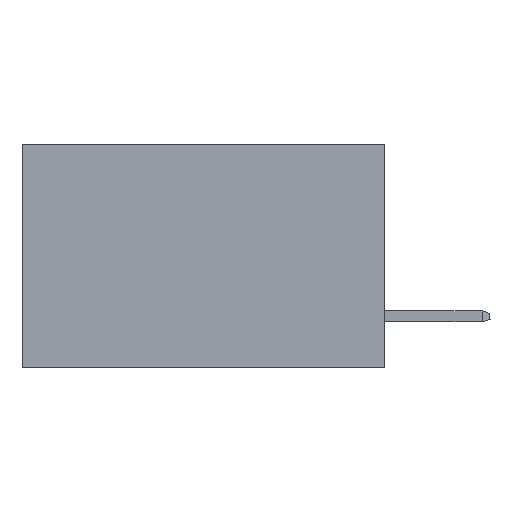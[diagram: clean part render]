
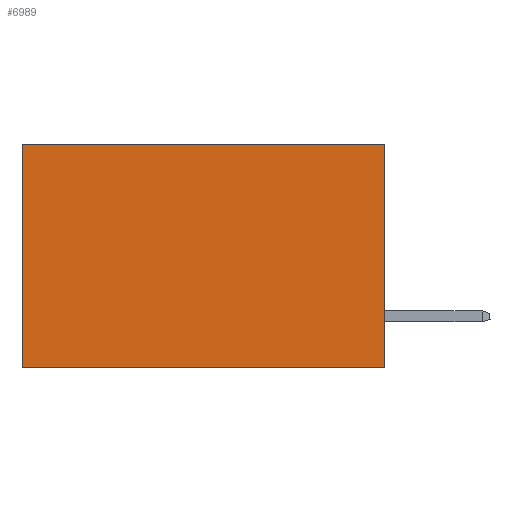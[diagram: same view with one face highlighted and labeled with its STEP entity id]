
A CAD part, left-side view. The second image highlights one B-rep face of the part: STEP entity #6989.
In plain terms, the highlighted planar face has unit normal (-1, 0, 0).
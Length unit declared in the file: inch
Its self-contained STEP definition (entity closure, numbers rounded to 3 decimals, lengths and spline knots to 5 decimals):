
#366 = ORIENTED_EDGE ( 'NONE', *, *, #1547, .T. ) ;
#370 = CARTESIAN_POINT ( 'NONE',  ( 0.2615, 0., 0. ) ) ;
#1547 = EDGE_CURVE ( 'NONE', #8756, #6808, #5824, .T. ) ;
#2557 = VERTEX_POINT ( 'NONE', #21259 ) ;
#2560 = LINE ( 'NONE', #5130, #23080 ) ;
#2620 = VERTEX_POINT ( 'NONE', #15880 ) ;
#3222 = ORIENTED_EDGE ( 'NONE', *, *, #17342, .T. ) ;
#5106 = CARTESIAN_POINT ( 'NONE',  ( 0.2615, 0.6, 0. ) ) ;
#5130 = CARTESIAN_POINT ( 'NONE',  ( 0.2615, 0., -0.37 ) ) ;
#5824 = LINE ( 'NONE', #13489, #11072 ) ;
#6808 = VERTEX_POINT ( 'NONE', #5106 ) ;
#6924 = ORIENTED_EDGE ( 'NONE', *, *, #13690, .F. ) ;
#6989 = ADVANCED_FACE ( 'NONE', ( #8011 ), #22598, .F. ) ;
#7068 = DIRECTION ( 'NONE',  ( 0., 0., -1. ) ) ;
#8011 = FACE_OUTER_BOUND ( 'NONE', #14404, .T. ) ;
#8357 = CARTESIAN_POINT ( 'NONE',  ( 0.2615, 0., -0.37 ) ) ;
#8756 = VERTEX_POINT ( 'NONE', #370 ) ;
#10046 = LINE ( 'NONE', #10941, #23889 ) ;
#10330 = DIRECTION ( 'NONE',  ( 0., 1., 0. ) ) ;
#10501 = LINE ( 'NONE', #8357, #20039 ) ;
#10941 = CARTESIAN_POINT ( 'NONE',  ( 0.2615, 0.6, -0.37 ) ) ;
#11006 = DIRECTION ( 'NONE',  ( 0., 0., -1. ) ) ;
#11022 = EDGE_CURVE ( 'NONE', #2620, #2557, #10501, .T. ) ;
#11072 = VECTOR ( 'NONE', #19719, 39.37008 ) ;
#11626 = AXIS2_PLACEMENT_3D ( 'NONE', #22616, #22123, #22038 ) ;
#13489 = CARTESIAN_POINT ( 'NONE',  ( 0.2615, 0., 0. ) ) ;
#13690 = EDGE_CURVE ( 'NONE', #8756, #2620, #2560, .T. ) ;
#14404 = EDGE_LOOP ( 'NONE', ( #3222, #16623, #6924, #366 ) ) ;
#15880 = CARTESIAN_POINT ( 'NONE',  ( 0.2615, 0., -0.37 ) ) ;
#16623 = ORIENTED_EDGE ( 'NONE', *, *, #11022, .F. ) ;
#17342 = EDGE_CURVE ( 'NONE', #6808, #2557, #10046, .T. ) ;
#19719 = DIRECTION ( 'NONE',  ( 0., 1., 0. ) ) ;
#20039 = VECTOR ( 'NONE', #10330, 39.37008 ) ;
#21259 = CARTESIAN_POINT ( 'NONE',  ( 0.2615, 0.6, -0.37 ) ) ;
#22038 = DIRECTION ( 'NONE',  ( 0., 0., -1. ) ) ;
#22123 = DIRECTION ( 'NONE',  ( 1., 0., 0. ) ) ;
#22598 = PLANE ( 'NONE',  #11626 ) ;
#22616 = CARTESIAN_POINT ( 'NONE',  ( 0.2615, 0., -0.37 ) ) ;
#23080 = VECTOR ( 'NONE', #11006, 39.37008 ) ;
#23889 = VECTOR ( 'NONE', #7068, 39.37008 ) ;
